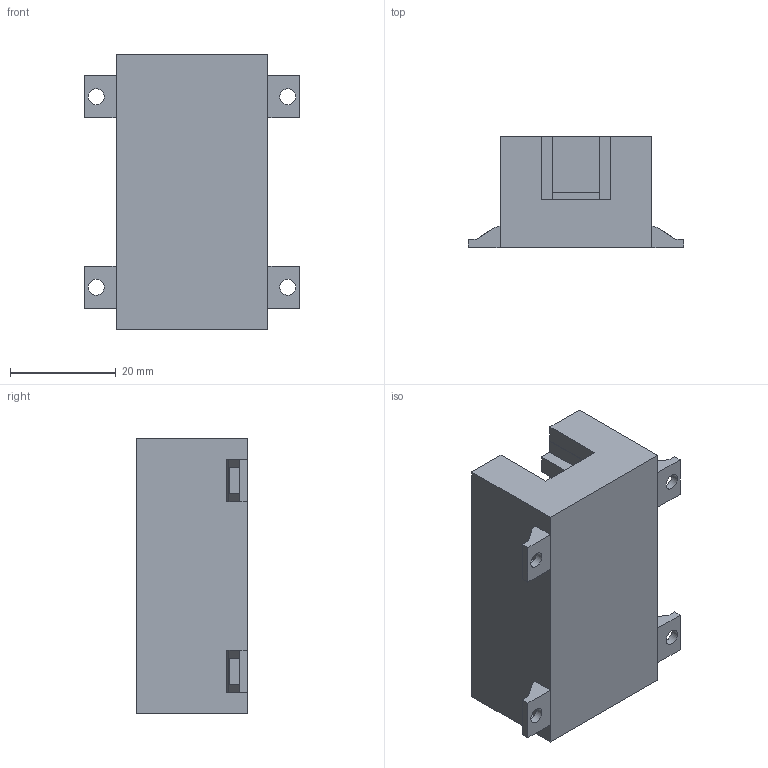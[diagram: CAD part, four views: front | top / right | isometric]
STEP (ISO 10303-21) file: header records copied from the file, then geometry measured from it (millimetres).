
FILE_DESCRIPTION(/* description */ ('STEP AP242','CAx-IF Rec.Pracs.---Representation and Presentation of Product Manufacturing Information (PMI)---4.0---2014-10-13','CAx-IF Rec.Pracs.---3D Tessellated Geometry---0.4---2014-09-14','2;1'),/* implementation_level */ '2;1');
FILE_NAME(/* name */ '6863aee5ef10f21a5bdebe86',/* time_stamp */ '2025-07-01T09:48:22Z',/* author */ (''),/* organization */ (''),/* preprocessor_version */ 'ST-DEVELOPER v20',/* originating_system */ 'ONSHAPE BY PTC INC, 1.200',/* authorisation */ ' ');
FILE_SCHEMA (('AP242_MANAGED_MODEL_BASED_3D_ENGINEERING_MIM_LF { 1 0 10303 442 1 1 4 }'));
Length unit declared in the file: metre
Products named in the file (4): Part 4; Part 1; Part 3; Part 2
Bounding box: 40.7 x 21 x 52 mm (x, y, z)
Volume: 18617.5 mm3; surface area: 19825.3 mm2
Topology: 4 solids, 4 shells, 106 faces, 293 edges, 197 vertices
Faces by surface type: plane 94, cylinder 12
Full cylindrical faces by diameter (mm): 2 x2, 3 x4
Entity records: 3380 total; most frequent: CARTESIAN_POINT 584, ORIENTED_EDGE 564, DIRECTION 526, EDGE_CURVE 282, LINE 258, VECTOR 258, VERTEX_POINT 192, AXIS2_PLACEMENT_3D 134
